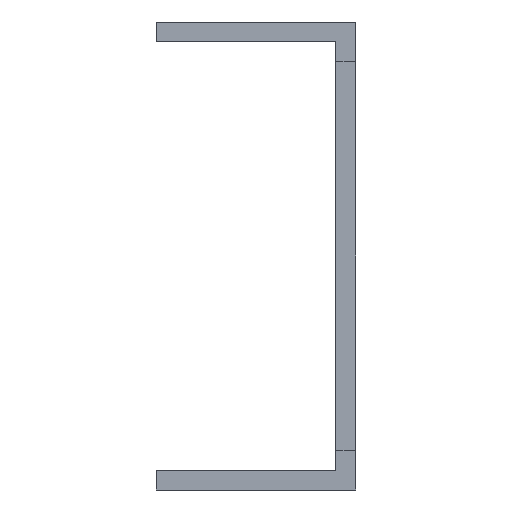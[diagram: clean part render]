
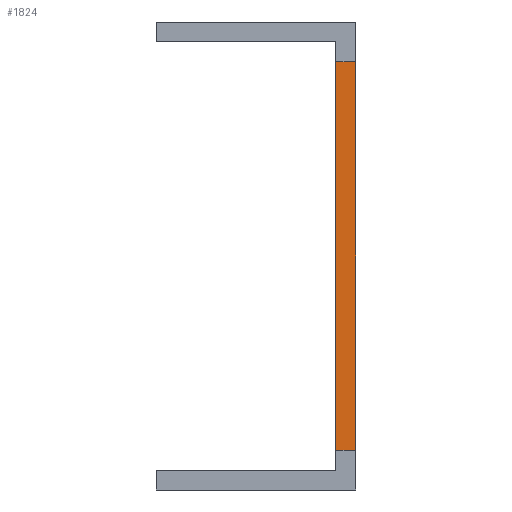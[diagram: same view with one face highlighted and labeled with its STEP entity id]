
A CAD part, front view. The second image highlights one B-rep face of the part: STEP entity #1824.
In plain terms, the highlighted planar face has unit normal (0, -1, 0).
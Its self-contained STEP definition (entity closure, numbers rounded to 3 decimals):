
#1122=DIRECTION('',(0.,0.,-1.));
#1123=VECTOR('',#1122,19.5);
#1124=CARTESIAN_POINT('',(206.,-273.5,1845.));
#1125=LINE('',#1124,#1123);
#1389=DIRECTION('',(1.,0.,0.));
#1390=VECTOR('',#1389,1.);
#1391=CARTESIAN_POINT('',(206.,-273.5,1845.));
#1392=LINE('',#1391,#1390);
#1396=DIRECTION('',(0.,0.,-1.));
#1397=VECTOR('',#1396,19.5);
#1398=CARTESIAN_POINT('',(207.,-273.5,1845.));
#1399=LINE('',#1398,#1397);
#1403=DIRECTION('',(1.,0.,0.));
#1404=VECTOR('',#1403,1.);
#1405=CARTESIAN_POINT('',(206.,-273.5,1825.5));
#1406=LINE('',#1405,#1404);
#1451=CARTESIAN_POINT('',(206.,-273.5,1845.));
#1452=VERTEX_POINT('',#1451);
#1453=CARTESIAN_POINT('',(206.,-273.5,1825.5));
#1454=VERTEX_POINT('',#1453);
#1493=CARTESIAN_POINT('',(207.,-273.5,1825.5));
#1494=VERTEX_POINT('',#1493);
#1495=CARTESIAN_POINT('',(207.,-273.5,1845.));
#1496=VERTEX_POINT('',#1495);
#1812=CARTESIAN_POINT('',(206.,-273.5,1845.));
#1813=DIRECTION('',(0.,-1.,0.));
#1814=DIRECTION('',(0.,0.,-1.));
#1815=AXIS2_PLACEMENT_3D('',#1812,#1813,#1814);
#1816=PLANE('',#1815);
#1817=ORIENTED_EDGE('',*,*,#1520,.F.);
#1818=ORIENTED_EDGE('',*,*,#1800,.T.);
#1819=ORIENTED_EDGE('',*,*,#1701,.T.);
#1821=ORIENTED_EDGE('',*,*,#1820,.F.);
#1822=EDGE_LOOP('',(#1817,#1818,#1819,#1821));
#1823=FACE_OUTER_BOUND('',#1822,.F.);
#1520=EDGE_CURVE('',#1452,#1454,#1125,.T.);
#1701=EDGE_CURVE('',#1496,#1494,#1399,.T.);
#1800=EDGE_CURVE('',#1452,#1496,#1392,.T.);
#1820=EDGE_CURVE('',#1454,#1494,#1406,.T.);
#1824=ADVANCED_FACE('',(#1823),#1816,.T.);
